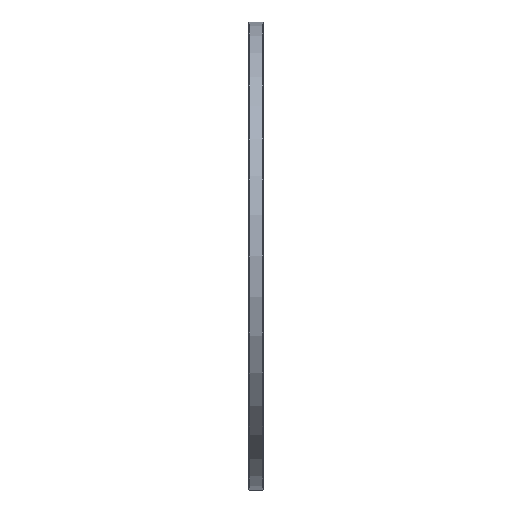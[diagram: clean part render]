
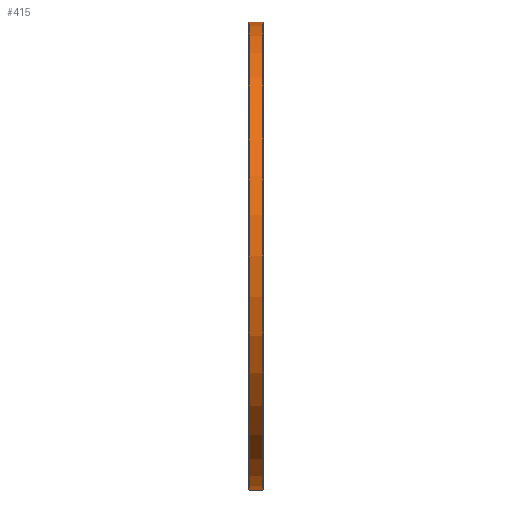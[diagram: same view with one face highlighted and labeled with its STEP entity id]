
A CAD part, front view. The second image highlights one B-rep face of the part: STEP entity #415.
In plain terms, the highlighted cylindrical face has radius 165 mm (diameter 330 mm), a full revolution.
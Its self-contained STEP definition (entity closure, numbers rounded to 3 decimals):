
#35=CYLINDRICAL_SURFACE('',#4807,165.);
#184=CIRCLE('',#4805,165.);
#185=CIRCLE('',#4806,165.);
#415=ADVANCED_FACE('',(#817,#818),#35,.T.);
#817=FACE_BOUND('',#1267,.T.);
#818=FACE_BOUND('',#1268,.T.);
#1267=EDGE_LOOP('',(#2593));
#1268=EDGE_LOOP('',(#2594));
#2593=ORIENTED_EDGE('',*,*,#4051,.T.);
#2594=ORIENTED_EDGE('',*,*,#4052,.T.);
#3388=VERTEX_POINT('',#9602);
#3389=VERTEX_POINT('',#9604);
#4051=EDGE_CURVE('',#3388,#3388,#184,.T.);
#4052=EDGE_CURVE('',#3389,#3389,#185,.T.);
#4805=AXIS2_PLACEMENT_3D('',#9601,#5308,#5309);
#4806=AXIS2_PLACEMENT_3D('',#9603,#5310,#5311);
#4807=AXIS2_PLACEMENT_3D('',#9605,#5312,#5313);
#5308=DIRECTION('',(1.,0.,0.));
#5309=DIRECTION('',(0.,0.,-1.));
#5310=DIRECTION('',(-1.,0.,0.));
#5311=DIRECTION('',(0.,0.,1.));
#5312=DIRECTION('',(-1.,0.,0.));
#5313=DIRECTION('',(0.,0.,1.));
#9601=CARTESIAN_POINT('',(0.25,0.,0.));
#9602=CARTESIAN_POINT('',(0.25,0.,-165.));
#9603=CARTESIAN_POINT('',(9.75,0.,0.));
#9604=CARTESIAN_POINT('',(9.75,0.,165.));
#9605=CARTESIAN_POINT('',(0.,0.,0.));
